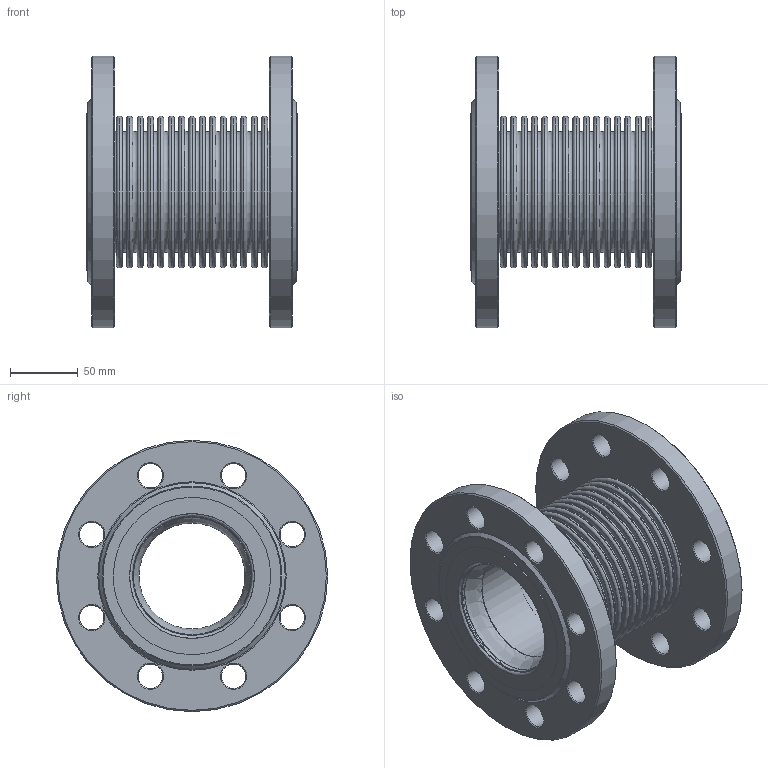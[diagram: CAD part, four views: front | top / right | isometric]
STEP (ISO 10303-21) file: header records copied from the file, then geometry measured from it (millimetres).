
FILE_DESCRIPTION(('HOOPS Exchange Step'),'2;1');
FILE_NAME('KP03_DN80_PN16.stp','2025-10-31T16:22:53+01:00',('nieru'),('Unknown organisation'),'HOOPS Exchange 2024.2','HOOPS Exchange','Unknown authorisation');
FILE_SCHEMA( ('AP203_CONFIGURATION_CONTROLLED_3D_DESIGN_OF_MECHANICAL_PARTS_AND_ASSEMBLIES_MIM_LF') );
Length unit declared in the file: millimetre
Products named in the file (2): 0; root
Assembly tree (1 placements, depth 2):
  root
    0
Bounding box: 155 x 200 x 200 mm (x, y, z)
Volume: 101137.7 mm3; surface area: 539015.6 mm2
Topology: 3 solids, 5 shells, 282 faces, 753 edges, 485 vertices
Faces by surface type: torus 120, cone 102, cylinder 37, plane 14, bspline 9
Full cylindrical faces by diameter (mm): 18 x16, 78 x1, 79 x1, 79.6 x1, 80.6 x1, 86.5 x2, 87.5 x2, 87.9 x1, 88.9 x8, 116 x2, 200 x2
Entity records: 11589 total; most frequent: CARTESIAN_POINT 3885, DIRECTION 1879, ORIENTED_EDGE 1514, AXIS2_PLACEMENT_3D 870, EDGE_CURVE 757, CIRCLE 594, VERTEX_POINT 487, EDGE_LOOP 330
